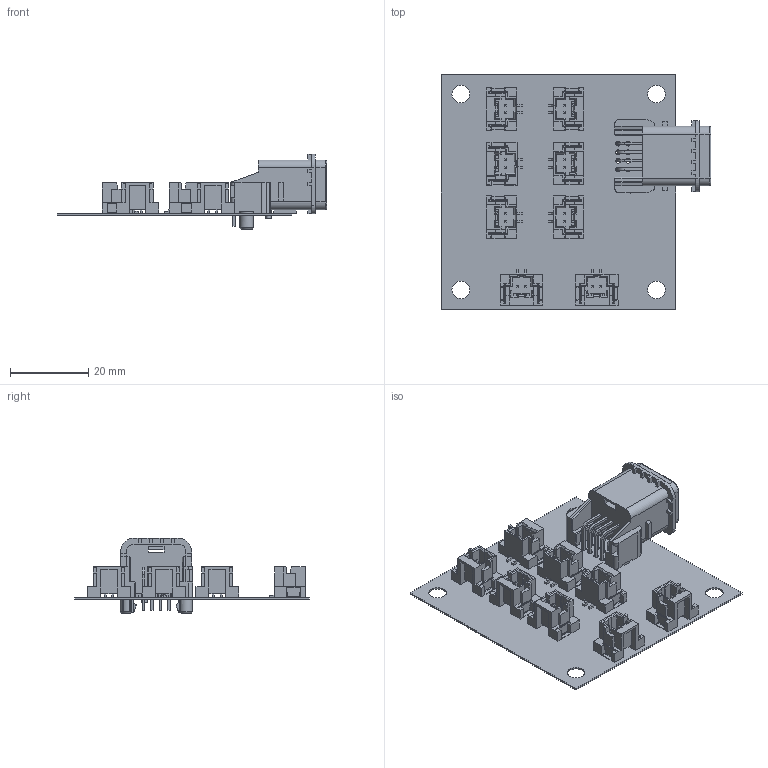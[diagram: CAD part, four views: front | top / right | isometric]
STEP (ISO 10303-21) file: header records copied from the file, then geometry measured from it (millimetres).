
FILE_DESCRIPTION(('Open CASCADE Model'),'2;1');
FILE_NAME('Open CASCADE Shape Model','2019-04-06T16:20:08',('Author'),( 'Open CASCADE'),'Open CASCADE STEP processor 6.8','Open CASCADE 6.8' ,'Unknown');
FILE_SCHEMA(('AUTOMOTIVE_DESIGN { 1 0 10303 214 1 1 1 1 }'));
Length unit declared in the file: millimetre
Products named in the file (15): PCB; Board; P1; c-1379684-1-e-3d; J8; 5600200221; Open CASCADE STEP translator 6.8 1.3.1.1; Open CASCADE STEP translator 6.8 1.3.1.2; J7; J1; J2; J6; J5; J4; J3
Assembly tree (21 placements, depth 4):
  PCB
    Board
    P1
      c-1379684-1-e-3d
    J8
      5600200221
        Open CASCADE STEP translator 6.8 1.3.1.1
        Open CASCADE STEP translator 6.8 1.3.1.2
    J7
      5600200221
        Open CASCADE STEP translator 6.8 1.3.1.1
        Open CASCADE STEP translator 6.8 1.3.1.2
    J1
      5600200221
        Open CASCADE STEP translator 6.8 1.3.1.1
        Open CASCADE STEP translator 6.8 1.3.1.2
    J2
      5600200221
        Open CASCADE STEP translator 6.8 1.3.1.1
        Open CASCADE STEP translator 6.8 1.3.1.2
    J6
      5600200221
        Open CASCADE STEP translator 6.8 1.3.1.1
        Open CASCADE STEP translator 6.8 1.3.1.2
    J5
      5600200221
        Open CASCADE STEP translator 6.8 1.3.1.1
        Open CASCADE STEP translator 6.8 1.3.1.2
    J4
      5600200221
        Open CASCADE STEP translator 6.8 1.3.1.1
        Open CASCADE STEP translator 6.8 1.3.1.2
    J3
      5600200221
        Open CASCADE STEP translator 6.8 1.3.1.1
        Open CASCADE STEP translator 6.8 1.3.1.2
Bounding box: 68.89 x 60 x 19.35 mm (x, y, z)
Volume: 5783.8 mm3; surface area: 16493 mm2
Topology: 10 solids, 10 shells, 2317 faces, 6839 edges, 4565 vertices
Faces by surface type: plane 2142, cylinder 130, cone 31, torus 14
Full cylindrical faces by diameter (mm): 1.2 x8, 1.524 x1, 3.937 x2, 4.5 x4
Entity records: 25578 total; most frequent: CARTESIAN_POINT 4693, ORIENTED_EDGE 4406, DIRECTION 4054, EDGE_CURVE 2203, LINE 1958, VECTOR 1958, VERTEX_POINT 1425, AXIS2_PLACEMENT_3D 1048
